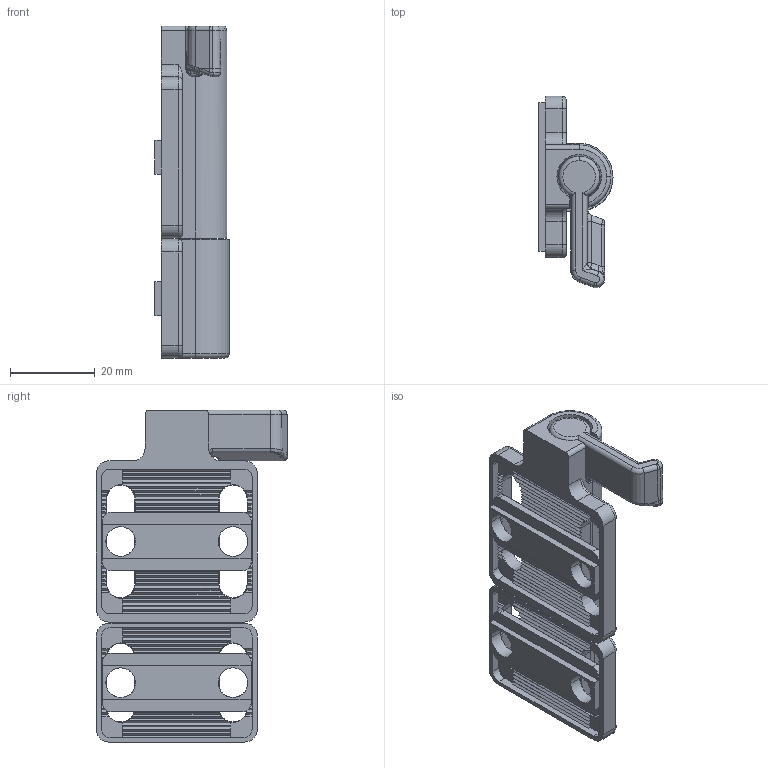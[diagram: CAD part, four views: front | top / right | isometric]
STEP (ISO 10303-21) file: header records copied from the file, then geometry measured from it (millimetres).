
FILE_DESCRIPTION(('STEP AP214'),'1');
FILE_NAME('fath_093082.stp','2017-04-12T10:00:49',('TraceParts'),('TraceParts S.A.'),'Spatial InterOp 3D',' ',' ');
FILE_SCHEMA(('automotive_design'));
Length unit declared in the file: millimetre
Products named in the file (7): fath_093082_1; fath_093082_2; fath_093082_3; fath_093082_4; fath_093082_5; fath_093082_6; fath_093082_7
Bounding box: 17.5 x 45.16 x 78.3 mm (x, y, z)
Volume: 19830 mm3; surface area: 16604.7 mm2
Topology: 7 solids, 7 shells, 801 faces, 2023 edges, 1230 vertices
Faces by surface type: plane 543, cylinder 123, cone 83, torus 32, bspline 15, sphere 5
Entity records: 33187 total; most frequent: CARTESIAN_POINT 8288, ORIENTED_EDGE 4038, DIRECTION 3565, EDGE_CURVE 2019, LINE 1317, VECTOR 1317, VERTEX_POINT 1230, AXIS2_PLACEMENT_3D 1124
